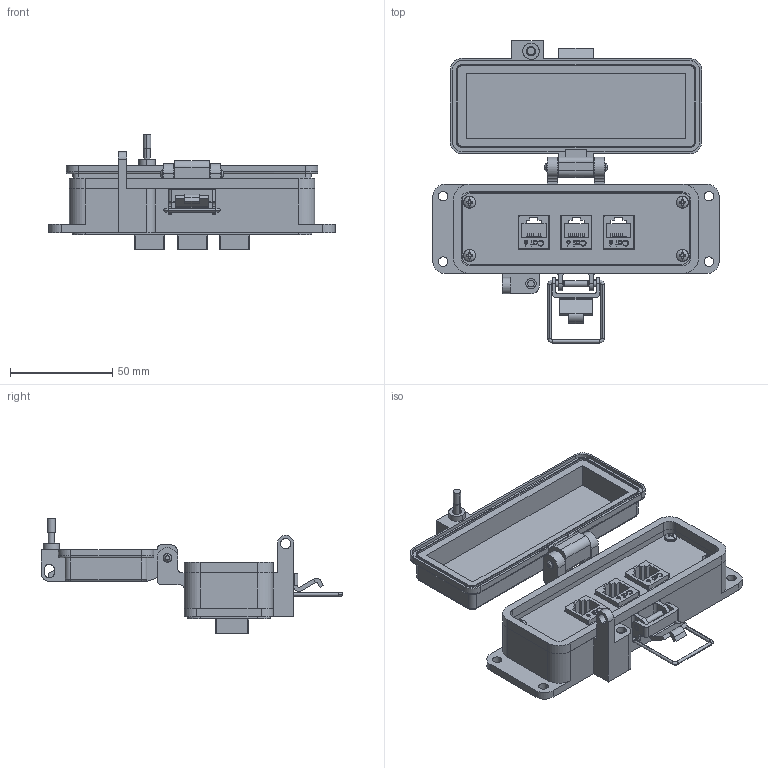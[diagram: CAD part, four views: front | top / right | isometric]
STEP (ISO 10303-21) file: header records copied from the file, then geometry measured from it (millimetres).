
FILE_DESCRIPTION (( 'STEP AP203' ), '1' );
FILE_NAME ('P-R2#3-H3RX_3D.STEP', '2022-07-20T16:03:26', ( '' ), ( '' ), 'SwSTEP 2.0', 'SolidWorks 2021', '' );
FILE_SCHEMA (( 'CONFIG_CONTROL_DESIGN' ));
Length unit declared in the file: millimetre
Products named in the file (10): R62; P-R2#3-H3RX_FP060_1; Z-000-4243316TFP; P-R2#3-H3RX_BP180_1; Z-300-RJ45CAT6; Z-H-H3_B; 92005A124_METRIC PAN HEAD PHILLIPS MACHINE SCREW_92005A124; -H3; P-R2#3-H3RX_TP060_1; P-R2#3-H3RX_3D
Assembly tree (18 placements, depth 3):
  P-R2#3-H3RX_3D
    -H3
      Z-H-H3_B
    P-R2#3-H3RX_BP180_1
    P-R2#3-H3RX_FP060_1
    P-R2#3-H3RX_TP060_1
    Z-000-4243316TFP  x5
    R62  x3
      Z-300-RJ45CAT6
    92005A124_METRIC PAN HEAD PHILLIPS MACHINE SCREW_92005A124  x4
Bounding box: 140 x 147.61 x 56.12 mm (x, y, z)
Volume: 112787.2 mm3; surface area: 90494.3 mm2
Topology: 23 solids, 23 shells, 2472 faces, 6950 edges, 4603 vertices
Faces by surface type: plane 1076, cylinder 925, bspline 349, cone 89, torus 25, sphere 8
Entity records: 45850 total; most frequent: CARTESIAN_POINT 16964, ORIENTED_EDGE 6328, DIRECTION 4930, EDGE_CURVE 3164, VERTEX_POINT 2096, LINE 1886, VECTOR 1886, AXIS2_PLACEMENT_3D 1522
